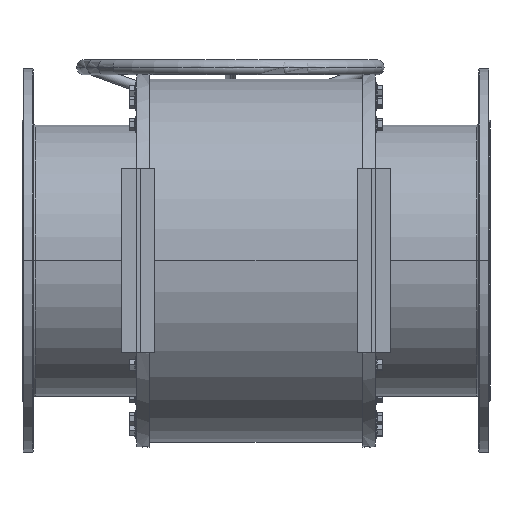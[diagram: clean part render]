
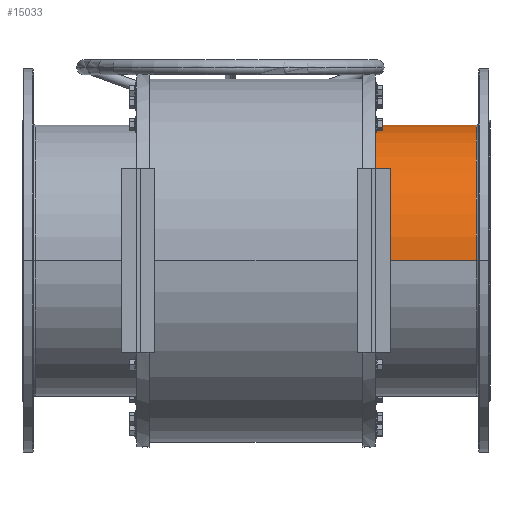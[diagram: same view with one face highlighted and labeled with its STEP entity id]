
A CAD part, front view. The second image highlights one B-rep face of the part: STEP entity #15033.
In plain terms, the highlighted cylindrical face has radius 264.5 mm (diameter 529 mm), a partial arc.
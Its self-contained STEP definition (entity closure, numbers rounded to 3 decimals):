
#371 = CYLINDRICAL_SURFACE ( 'NONE', #15138, 264.5 ) ;
#908 = ORIENTED_EDGE ( 'NONE', *, *, #10116, .T. ) ;
#1255 = CIRCLE ( 'NONE', #16776, 264.5 ) ;
#1257 = EDGE_LOOP ( 'NONE', ( #908, #15181, #27051, #4258 ) ) ;
#1303 = LINE ( 'NONE', #7685, #8286 ) ;
#2464 = DIRECTION ( 'NONE',  ( -1., 0., 0. ) ) ;
#3757 = VECTOR ( 'NONE', #12990, 1000. ) ;
#4258 = ORIENTED_EDGE ( 'NONE', *, *, #22826, .F. ) ;
#4329 = DIRECTION ( 'NONE',  ( -1., 0., 0. ) ) ;
#5479 = DIRECTION ( 'NONE',  ( 0., 0., -1. ) ) ;
#5521 = VERTEX_POINT ( 'NONE', #12324 ) ;
#5773 = CIRCLE ( 'NONE', #20858, 264.5 ) ;
#6180 = CARTESIAN_POINT ( 'NONE',  ( -457., 264.5, 0. ) ) ;
#7685 = CARTESIAN_POINT ( 'NONE',  ( -457., -264.5, 0. ) ) ;
#7981 = CARTESIAN_POINT ( 'NONE',  ( 430., -264.5, 0. ) ) ;
#8286 = VECTOR ( 'NONE', #4329, 1000. ) ;
#10116 = EDGE_CURVE ( 'NONE', #17348, #5521, #1255, .T. ) ;
#10931 = DIRECTION ( 'NONE',  ( 0., -1., 0. ) ) ;
#11705 = CARTESIAN_POINT ( 'NONE',  ( 232.5, -264.5, 0. ) ) ;
#12087 = DIRECTION ( 'NONE',  ( -1., 0., 0. ) ) ;
#12324 = CARTESIAN_POINT ( 'NONE',  ( 430., 264.5, 0. ) ) ;
#12990 = DIRECTION ( 'NONE',  ( -1., 0., 0. ) ) ;
#13848 = EDGE_CURVE ( 'NONE', #22428, #22055, #5773, .T. ) ;
#14240 = DIRECTION ( 'NONE',  ( 1., 0., 0. ) ) ;
#14805 = LINE ( 'NONE', #6180, #3757 ) ;
#15033 = ADVANCED_FACE ( 'NONE', ( #23293 ), #371, .T. ) ;
#15138 = AXIS2_PLACEMENT_3D ( 'NONE', #15252, #2464, #10931 ) ;
#15181 = ORIENTED_EDGE ( 'NONE', *, *, #18625, .T. ) ;
#15252 = CARTESIAN_POINT ( 'NONE',  ( -457., 0., 0. ) ) ;
#16318 = CARTESIAN_POINT ( 'NONE',  ( 232.5, 0., 0. ) ) ;
#16776 = AXIS2_PLACEMENT_3D ( 'NONE', #24430, #12087, #22754 ) ;
#17348 = VERTEX_POINT ( 'NONE', #7981 ) ;
#18625 = EDGE_CURVE ( 'NONE', #5521, #22428, #14805, .T. ) ;
#20121 = CARTESIAN_POINT ( 'NONE',  ( 232.5, 264.5, 0. ) ) ;
#20858 = AXIS2_PLACEMENT_3D ( 'NONE', #16318, #14240, #5479 ) ;
#22055 = VERTEX_POINT ( 'NONE', #11705 ) ;
#22428 = VERTEX_POINT ( 'NONE', #20121 ) ;
#22754 = DIRECTION ( 'NONE',  ( 0., 1., 0. ) ) ;
#22826 = EDGE_CURVE ( 'NONE', #17348, #22055, #1303, .T. ) ;
#23293 = FACE_OUTER_BOUND ( 'NONE', #1257, .T. ) ;
#24430 = CARTESIAN_POINT ( 'NONE',  ( 430., 0., 0. ) ) ;
#27051 = ORIENTED_EDGE ( 'NONE', *, *, #13848, .T. ) ;
